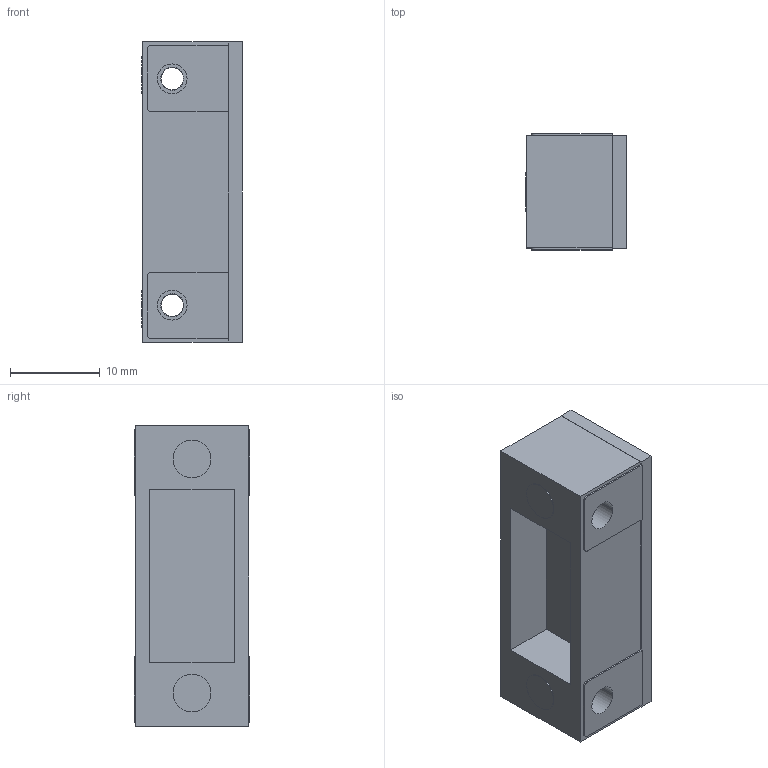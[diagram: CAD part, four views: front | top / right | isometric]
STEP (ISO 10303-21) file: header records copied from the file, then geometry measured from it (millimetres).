
FILE_DESCRIPTION((''),'2;1');
FILE_NAME('813599_ASM','2022-02-02T14:45:38',('PDMAdmin'),('BANNER ENGINEERING'),'CREO PARAMETRIC BY PTC INC, 2019292','CREO PARAMETRIC BY PTC INC, 2019292','');
FILE_SCHEMA(('CONFIG_CONTROL_DESIGN'));
Length unit declared in the file: millimetre
Products named in the file (2): 813599; 813599_ASM
Assembly tree (1 placements, depth 2):
  813599_ASM
    813599
Bounding box: 11.2 x 12.86 x 33.44 mm (x, y, z)
Volume: 3441.3 mm3; surface area: 2440.7 mm2
Topology: 1 solids, 1 shells, 171 faces, 471 edges, 310 vertices
Faces by surface type: cylinder 111, plane 56, bspline 4
Entity records: 19611 total; most frequent: CARTESIAN_POINT 15510, ORIENTED_EDGE 942, DIRECTION 681, EDGE_CURVE 471, VERTEX_POINT 310, VECTOR 229, LINE 229, AXIS2_PLACEMENT_3D 226
